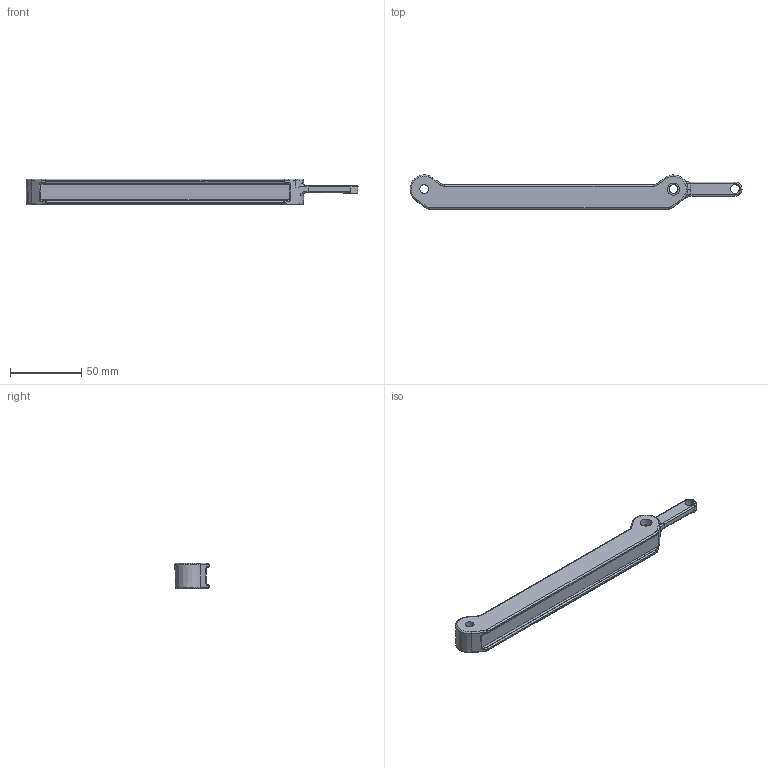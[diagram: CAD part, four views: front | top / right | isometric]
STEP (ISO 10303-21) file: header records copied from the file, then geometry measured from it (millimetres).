
FILE_DESCRIPTION(('FreeCAD Model'),'2;1');
FILE_NAME('Open CASCADE Shape Model','2024-08-13T09:17:03',('Author'),( ''),'Open CASCADE STEP processor 7.6','FreeCAD','Unknown');
FILE_SCHEMA(('AUTOMOTIVE_DESIGN { 1 0 10303 214 1 1 1 1 }'));
Length unit declared in the file: millimetre
Products named in the file (1): 18_Robot_LInk3_2_1_unit
Bounding box: 232.95 x 23.98 x 18 mm (x, y, z)
Volume: 37142.3 mm3; surface area: 19136.9 mm2
Topology: 1 solids, 1 shells, 158 faces, 377 edges, 213 vertices
Faces by surface type: bspline 69, cylinder 52, plane 28, cone 9
Full cylindrical faces by diameter (mm): 6.15 x1, 6.2 x2, 8.5 x2
Entity records: 8655 total; most frequent: CARTESIAN_POINT 5744, ORIENTED_EDGE 734, DIRECTION 404, EDGE_CURVE 367, VERTEX_POINT 213, FACE_BOUND 166, EDGE_LOOP 166, B_SPLINE_CURVE_WITH_KNOTS 166
